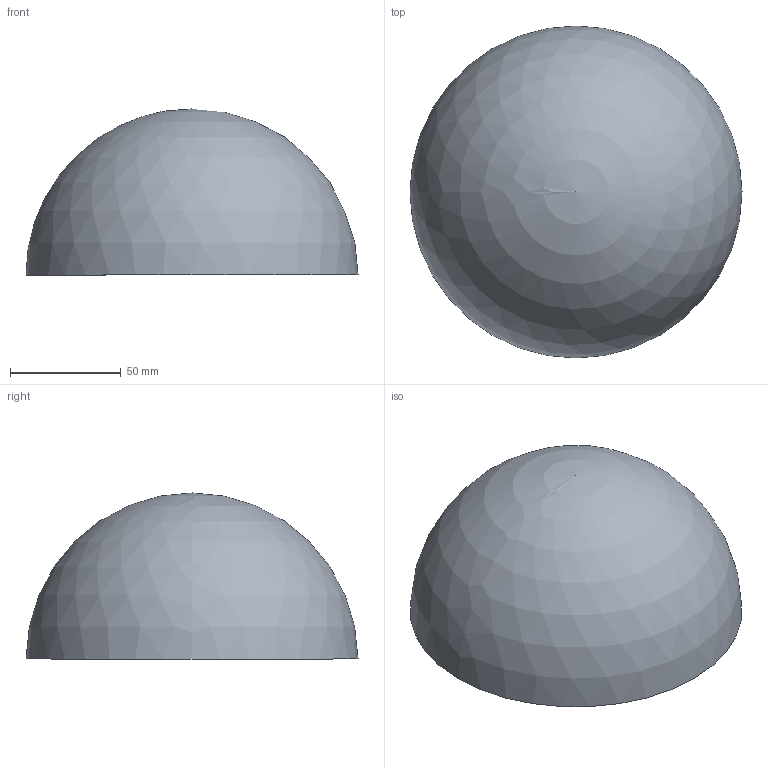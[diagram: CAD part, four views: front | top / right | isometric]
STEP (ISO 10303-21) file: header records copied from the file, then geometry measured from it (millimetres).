
FILE_DESCRIPTION (( 'STEP AP203' ), '1' );
FILE_NAME ('620150.step', '2020-07-15T11:52:11', ( '' ), ( '' ), 'SwSTEP 2.0', 'SolidWorks 2018', '' );
FILE_SCHEMA (( 'CONFIG_CONTROL_DESIGN' ));
Length unit declared in the file: millimetre
Products named in the file (1): 620150
Bounding box: 150 x 150 x 75 mm (x, y, z)
Volume: 68817.5 mm3; surface area: 69759.7 mm2
Topology: 1 solids, 1 shells, 187 faces, 500 edges, 334 vertices
Faces by surface type: bspline 89, plane 76, sphere 22
Entity records: 9713 total; most frequent: CARTESIAN_POINT 5439, ORIENTED_EDGE 992, DIRECTION 670, EDGE_CURVE 496, VERTEX_POINT 332, AXIS2_PLACEMENT_3D 253, EDGE_LOOP 208, ADVANCED_FACE 187
